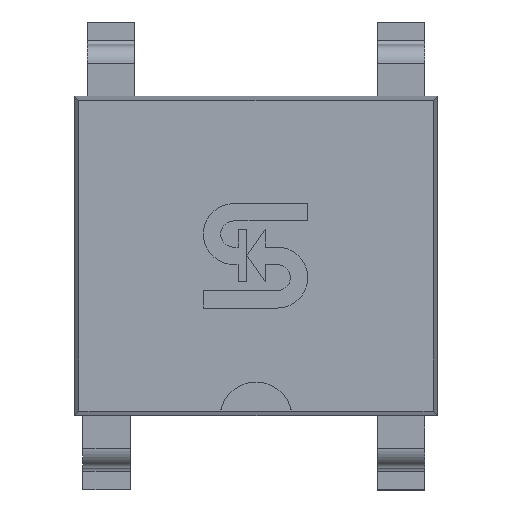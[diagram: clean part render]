
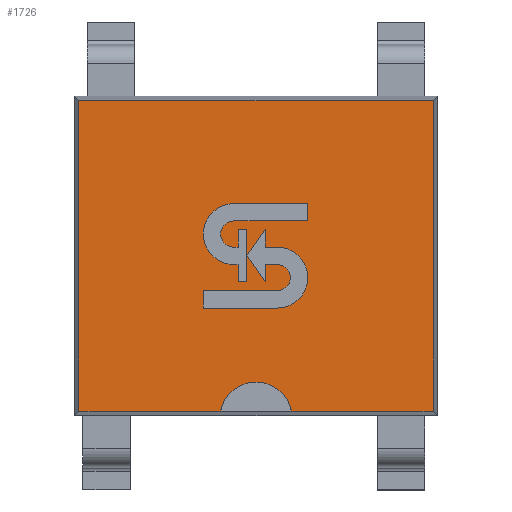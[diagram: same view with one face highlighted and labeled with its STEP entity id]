
A CAD part, top view. The second image highlights one B-rep face of the part: STEP entity #1726.
In plain terms, the highlighted planar face has unit normal (0, 0, 1).
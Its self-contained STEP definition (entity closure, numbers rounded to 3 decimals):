
#109=CIRCLE('',#1935,0.5);
#182=FACE_OUTER_BOUND('',#278,.T.);
#278=EDGE_LOOP('',(#1425,#1426,#1427,#1428,#1429,#1430));
#423=LINE('',#2799,#620);
#427=LINE('',#2806,#624);
#439=LINE('',#2831,#636);
#440=LINE('',#2833,#637);
#441=LINE('',#2834,#638);
#620=VECTOR('',#2300,1.95);
#624=VECTOR('',#2304,1.95);
#636=VECTOR('',#2328,4.28);
#637=VECTOR('',#2329,4.88);
#638=VECTOR('',#2330,4.28);
#802=VERTEX_POINT('',#2792);
#803=VERTEX_POINT('',#2794);
#804=VERTEX_POINT('',#2798);
#807=VERTEX_POINT('',#2804);
#814=VERTEX_POINT('',#2830);
#815=VERTEX_POINT('',#2832);
#1009=EDGE_CURVE('',#803,#802,#109,.T.);
#1011=EDGE_CURVE('',#804,#803,#423,.T.);
#1015=EDGE_CURVE('',#802,#807,#427,.T.);
#1027=EDGE_CURVE('',#807,#814,#439,.T.);
#1028=EDGE_CURVE('',#814,#815,#440,.T.);
#1029=EDGE_CURVE('',#815,#804,#441,.T.);
#1425=ORIENTED_EDGE('',*,*,#1009,.T.);
#1426=ORIENTED_EDGE('',*,*,#1015,.T.);
#1427=ORIENTED_EDGE('',*,*,#1027,.T.);
#1428=ORIENTED_EDGE('',*,*,#1028,.T.);
#1429=ORIENTED_EDGE('',*,*,#1029,.T.);
#1430=ORIENTED_EDGE('',*,*,#1011,.T.);
#1634=PLANE('',#1943);
#1726=ADVANCED_FACE('',(#182),#1634,.T.);
#1935=AXIS2_PLACEMENT_3D('',#2795,#2294,#2295);
#1943=AXIS2_PLACEMENT_3D('',#2829,#2326,#2327);
#2294=DIRECTION('center_axis',(0.,0.,-1.));
#2295=DIRECTION('ref_axis',(-0.997,-0.08,0.));
#2300=DIRECTION('',(-1.,0.,0.));
#2304=DIRECTION('',(-1.,0.,0.));
#2326=DIRECTION('center_axis',(0.,0.,1.));
#2327=DIRECTION('ref_axis',(1.,0.,0.));
#2328=DIRECTION('',(0.,-1.,0.));
#2329=DIRECTION('',(1.,0.,0.));
#2330=DIRECTION('',(0.,1.,0.));
#2792=CARTESIAN_POINT('',(2.01,-0.06,0.63));
#2794=CARTESIAN_POINT('',(2.99,-0.06,0.63));
#2795=CARTESIAN_POINT('Origin',(2.5,0.04,0.63));
#2798=CARTESIAN_POINT('',(4.94,-0.06,0.63));
#2799=CARTESIAN_POINT('',(4.94,-0.06,0.63));
#2804=CARTESIAN_POINT('',(0.06,-0.06,0.63));
#2806=CARTESIAN_POINT('',(2.01,-0.06,0.63));
#2829=CARTESIAN_POINT('Origin',(-0.184,-4.554,0.63));
#2830=CARTESIAN_POINT('',(0.06,-4.34,0.63));
#2831=CARTESIAN_POINT('',(0.06,-0.06,0.63));
#2832=CARTESIAN_POINT('',(4.94,-4.34,0.63));
#2833=CARTESIAN_POINT('',(0.06,-4.34,0.63));
#2834=CARTESIAN_POINT('',(4.94,-4.34,0.63));
